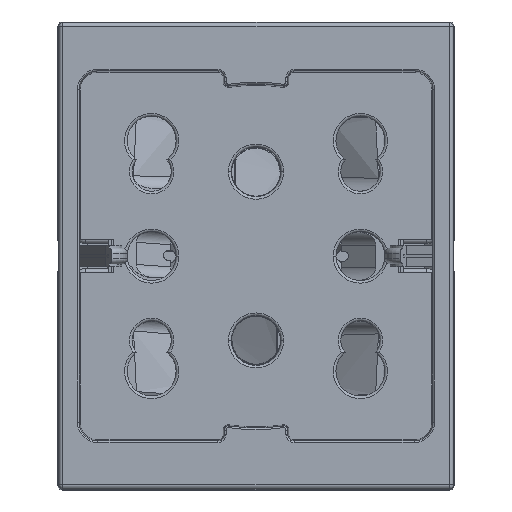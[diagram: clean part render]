
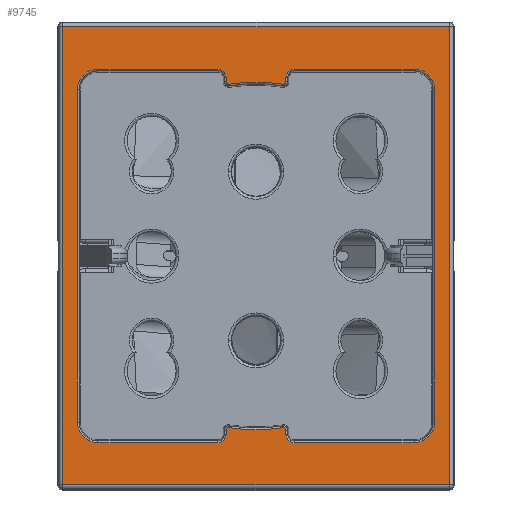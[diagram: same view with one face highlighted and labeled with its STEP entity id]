
A CAD part, top view. The second image highlights one B-rep face of the part: STEP entity #9745.
In plain terms, the highlighted planar face has unit normal (0, 0, 1).
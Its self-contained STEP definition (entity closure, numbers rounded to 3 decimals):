
#5698=CARTESIAN_POINT('',(0.,0.,10.8));
#5699=DIRECTION('',(0.,0.,-1.));
#5700=DIRECTION('',(0.156,-0.988,0.));
#5701=AXIS2_PLACEMENT_3D('',#5698,#5699,#5700);
#5703=CARTESIAN_POINT('',(3.1,-19.606,10.8));
#5704=DIRECTION('',(0.,0.,1.));
#5705=DIRECTION('',(1.,0.,0.));
#5706=AXIS2_PLACEMENT_3D('',#5703,#5704,#5705);
#5708=DIRECTION('',(0.,1.,0.));
#5709=VECTOR('',#5708,0.494);
#5710=CARTESIAN_POINT('',(3.374,-20.1,10.8));
#5711=LINE('',#5710,#5709);
#5712=CARTESIAN_POINT('',(4.3,-20.1,10.8));
#5713=DIRECTION('',(0.,0.,-1.));
#5714=DIRECTION('',(0.,-1.,0.));
#5715=AXIS2_PLACEMENT_3D('',#5712,#5713,#5714);
#5717=DIRECTION('',(-1.,0.,0.));
#5718=VECTOR('',#5717,13.5);
#5719=CARTESIAN_POINT('',(17.8,-21.026,10.8));
#5720=LINE('',#5719,#5718);
#5721=CARTESIAN_POINT('',(17.8,-18.7,10.8));
#5722=DIRECTION('',(0.,0.,-1.));
#5723=DIRECTION('',(1.,0.,0.));
#5724=AXIS2_PLACEMENT_3D('',#5721,#5722,#5723);
#5726=DIRECTION('',(0.,-1.,0.));
#5727=VECTOR('',#5726,37.4);
#5728=CARTESIAN_POINT('',(20.126,18.7,10.8));
#5729=LINE('',#5728,#5727);
#5730=CARTESIAN_POINT('',(17.8,18.7,10.8));
#5731=DIRECTION('',(0.,0.,-1.));
#5732=DIRECTION('',(0.,1.,0.));
#5733=AXIS2_PLACEMENT_3D('',#5730,#5731,#5732);
#5735=DIRECTION('',(1.,0.,0.));
#5736=VECTOR('',#5735,13.5);
#5737=CARTESIAN_POINT('',(4.3,21.026,10.8));
#5738=LINE('',#5737,#5736);
#5739=CARTESIAN_POINT('',(4.3,20.1,10.8));
#5740=DIRECTION('',(0.,0.,-1.));
#5741=DIRECTION('',(-1.,0.,0.));
#5742=AXIS2_PLACEMENT_3D('',#5739,#5740,#5741);
#5744=DIRECTION('',(0.,1.,0.));
#5745=VECTOR('',#5744,0.494);
#5746=CARTESIAN_POINT('',(3.374,19.606,10.8));
#5747=LINE('',#5746,#5745);
#5748=CARTESIAN_POINT('',(3.1,19.606,10.8));
#5749=DIRECTION('',(0.,0.,1.));
#5750=DIRECTION('',(-0.156,-0.988,0.));
#5751=AXIS2_PLACEMENT_3D('',#5748,#5749,#5750);
#5753=CARTESIAN_POINT('',(0.,0.,10.8));
#5754=DIRECTION('',(0.,0.,-1.));
#5755=DIRECTION('',(-0.156,0.988,0.));
#5756=AXIS2_PLACEMENT_3D('',#5753,#5754,#5755);
#5758=CARTESIAN_POINT('',(-3.1,19.606,10.8));
#5759=DIRECTION('',(0.,0.,1.));
#5760=DIRECTION('',(-1.,0.,0.));
#5761=AXIS2_PLACEMENT_3D('',#5758,#5759,#5760);
#5763=DIRECTION('',(0.,-1.,0.));
#5764=VECTOR('',#5763,0.494);
#5765=CARTESIAN_POINT('',(-3.374,20.1,10.8));
#5766=LINE('',#5765,#5764);
#5767=CARTESIAN_POINT('',(-4.3,20.1,10.8));
#5768=DIRECTION('',(0.,0.,-1.));
#5769=DIRECTION('',(0.,1.,0.));
#5770=AXIS2_PLACEMENT_3D('',#5767,#5768,#5769);
#5772=DIRECTION('',(1.,0.,0.));
#5773=VECTOR('',#5772,13.5);
#5774=CARTESIAN_POINT('',(-17.8,21.026,10.8));
#5775=LINE('',#5774,#5773);
#5776=CARTESIAN_POINT('',(-17.8,18.7,10.8));
#5777=DIRECTION('',(0.,0.,-1.));
#5778=DIRECTION('',(-1.,0.,0.));
#5779=AXIS2_PLACEMENT_3D('',#5776,#5777,#5778);
#5781=DIRECTION('',(0.,1.,0.));
#5782=VECTOR('',#5781,37.4);
#5783=CARTESIAN_POINT('',(-20.126,-18.7,10.8));
#5784=LINE('',#5783,#5782);
#5785=CARTESIAN_POINT('',(-17.8,-18.7,10.8));
#5786=DIRECTION('',(0.,0.,-1.));
#5787=DIRECTION('',(0.,-1.,0.));
#5788=AXIS2_PLACEMENT_3D('',#5785,#5786,#5787);
#5790=DIRECTION('',(-1.,0.,0.));
#5791=VECTOR('',#5790,13.5);
#5792=CARTESIAN_POINT('',(-4.3,-21.026,10.8));
#5793=LINE('',#5792,#5791);
#5794=CARTESIAN_POINT('',(-4.3,-20.1,10.8));
#5795=DIRECTION('',(0.,0.,-1.));
#5796=DIRECTION('',(1.,0.,0.));
#5797=AXIS2_PLACEMENT_3D('',#5794,#5795,#5796);
#5799=DIRECTION('',(0.,-1.,0.));
#5800=VECTOR('',#5799,0.494);
#5801=CARTESIAN_POINT('',(-3.374,-19.606,10.8));
#5802=LINE('',#5801,#5800);
#5803=CARTESIAN_POINT('',(-3.1,-19.606,10.8));
#5804=DIRECTION('',(0.,0.,1.));
#5805=DIRECTION('',(0.156,0.988,0.));
#5806=AXIS2_PLACEMENT_3D('',#5803,#5804,#5805);
#5808=DIRECTION('',(-1.,0.,0.));
#5809=VECTOR('',#5808,43.48);
#5810=CARTESIAN_POINT('',(21.74,25.79,10.8));
#5811=LINE('',#5810,#5809);
#5812=DIRECTION('',(0.,1.,0.));
#5813=VECTOR('',#5812,51.58);
#5814=CARTESIAN_POINT('',(21.74,-25.79,10.8));
#5815=LINE('',#5814,#5813);
#5816=DIRECTION('',(1.,0.,0.));
#5817=VECTOR('',#5816,43.48);
#5818=CARTESIAN_POINT('',(-21.74,-25.79,10.8));
#5819=LINE('',#5818,#5817);
#5820=DIRECTION('',(0.,-1.,0.));
#5821=VECTOR('',#5820,51.58);
#5822=CARTESIAN_POINT('',(-21.74,25.79,10.8));
#5823=LINE('',#5822,#5821);
#8741=CARTESIAN_POINT('',(3.057,-19.335,10.8));
#8742=CARTESIAN_POINT('',(-3.057,-19.335,10.8));
#8743=VERTEX_POINT('',#8741);
#8744=VERTEX_POINT('',#8742);
#8749=CARTESIAN_POINT('',(-3.057,19.335,10.8));
#8750=CARTESIAN_POINT('',(3.057,19.335,10.8));
#8751=VERTEX_POINT('',#8749);
#8752=VERTEX_POINT('',#8750);
#8757=CARTESIAN_POINT('',(3.374,-20.1,10.8));
#8758=CARTESIAN_POINT('',(3.374,-19.606,10.8));
#8759=VERTEX_POINT('',#8757);
#8760=VERTEX_POINT('',#8758);
#8761=CARTESIAN_POINT('',(4.3,-21.026,10.8));
#8762=VERTEX_POINT('',#8761);
#8765=CARTESIAN_POINT('',(17.8,-21.026,10.8));
#8766=VERTEX_POINT('',#8765);
#8769=CARTESIAN_POINT('',(20.126,-18.7,10.8));
#8770=VERTEX_POINT('',#8769);
#8773=CARTESIAN_POINT('',(20.126,18.7,10.8));
#8774=VERTEX_POINT('',#8773);
#8777=CARTESIAN_POINT('',(17.8,21.026,10.8));
#8778=VERTEX_POINT('',#8777);
#8781=CARTESIAN_POINT('',(4.3,21.026,10.8));
#8782=VERTEX_POINT('',#8781);
#8785=CARTESIAN_POINT('',(3.374,20.1,10.8));
#8786=VERTEX_POINT('',#8785);
#8789=CARTESIAN_POINT('',(3.374,19.606,10.8));
#8790=VERTEX_POINT('',#8789);
#8813=CARTESIAN_POINT('',(-3.374,-19.606,10.8));
#8814=VERTEX_POINT('',#8813);
#8815=CARTESIAN_POINT('',(-3.374,-20.1,10.8));
#8816=VERTEX_POINT('',#8815);
#8817=CARTESIAN_POINT('',(-4.3,-21.026,10.8));
#8818=VERTEX_POINT('',#8817);
#8819=CARTESIAN_POINT('',(-17.8,-21.026,10.8));
#8820=VERTEX_POINT('',#8819);
#8821=CARTESIAN_POINT('',(-20.126,-18.7,10.8));
#8822=VERTEX_POINT('',#8821);
#8823=CARTESIAN_POINT('',(-20.126,18.7,10.8));
#8824=VERTEX_POINT('',#8823);
#8825=CARTESIAN_POINT('',(-17.8,21.026,10.8));
#8826=VERTEX_POINT('',#8825);
#8827=CARTESIAN_POINT('',(-4.3,21.026,10.8));
#8828=VERTEX_POINT('',#8827);
#8829=CARTESIAN_POINT('',(-3.374,20.1,10.8));
#8830=VERTEX_POINT('',#8829);
#8831=CARTESIAN_POINT('',(-3.374,19.606,10.8));
#8832=VERTEX_POINT('',#8831);
#9366=CARTESIAN_POINT('',(21.74,25.79,10.8));
#9367=CARTESIAN_POINT('',(-21.74,25.79,10.8));
#9368=VERTEX_POINT('',#9366);
#9369=VERTEX_POINT('',#9367);
#9374=CARTESIAN_POINT('',(-21.74,-25.79,10.8));
#9375=VERTEX_POINT('',#9374);
#9380=CARTESIAN_POINT('',(21.74,-25.79,10.8));
#9381=VERTEX_POINT('',#9380);
#9681=CARTESIAN_POINT('',(0.,0.,10.8));
#9682=DIRECTION('',(0.,0.,1.));
#9683=DIRECTION('',(1.,0.,0.));
#9684=AXIS2_PLACEMENT_3D('',#9681,#9682,#9683);
#9685=PLANE('',#9684);
#9687=ORIENTED_EDGE('',*,*,#9686,.F.);
#9688=ORIENTED_EDGE('',*,*,#9671,.F.);
#9690=ORIENTED_EDGE('',*,*,#9689,.F.);
#9692=ORIENTED_EDGE('',*,*,#9691,.F.);
#9693=EDGE_LOOP('',(#9687,#9688,#9690,#9692));
#9694=FACE_OUTER_BOUND('',#9693,.F.);
#9696=ORIENTED_EDGE('',*,*,#9695,.F.);
#9698=ORIENTED_EDGE('',*,*,#9697,.F.);
#9700=ORIENTED_EDGE('',*,*,#9699,.F.);
#9702=ORIENTED_EDGE('',*,*,#9701,.F.);
#9704=ORIENTED_EDGE('',*,*,#9703,.F.);
#9706=ORIENTED_EDGE('',*,*,#9705,.F.);
#9708=ORIENTED_EDGE('',*,*,#9707,.F.);
#9710=ORIENTED_EDGE('',*,*,#9709,.F.);
#9712=ORIENTED_EDGE('',*,*,#9711,.F.);
#9714=ORIENTED_EDGE('',*,*,#9713,.F.);
#9716=ORIENTED_EDGE('',*,*,#9715,.F.);
#9718=ORIENTED_EDGE('',*,*,#9717,.F.);
#9720=ORIENTED_EDGE('',*,*,#9719,.F.);
#9722=ORIENTED_EDGE('',*,*,#9721,.F.);
#9724=ORIENTED_EDGE('',*,*,#9723,.F.);
#9726=ORIENTED_EDGE('',*,*,#9725,.F.);
#9728=ORIENTED_EDGE('',*,*,#9727,.F.);
#9730=ORIENTED_EDGE('',*,*,#9729,.F.);
#9732=ORIENTED_EDGE('',*,*,#9731,.F.);
#9734=ORIENTED_EDGE('',*,*,#9733,.F.);
#9736=ORIENTED_EDGE('',*,*,#9735,.F.);
#9738=ORIENTED_EDGE('',*,*,#9737,.F.);
#9740=ORIENTED_EDGE('',*,*,#9739,.F.);
#9742=ORIENTED_EDGE('',*,*,#9741,.F.);
#9743=EDGE_LOOP('',(#9696,#9698,#9700,#9702,#9704,#9706,#9708,#9710,#9712,#9714,
#9716,#9718,#9720,#9722,#9724,#9726,#9728,#9730,#9732,#9734,#9736,#9738,#9740,
#9742));
#9744=FACE_BOUND('',#9743,.F.);
#9745=ADVANCED_FACE('',(#9694,#9744),#9685,.T.);
#5702=CIRCLE('',#5701,19.576);
#5707=CIRCLE('',#5706,0.274);
#5716=CIRCLE('',#5715,0.926);
#5725=CIRCLE('',#5724,2.326);
#5734=CIRCLE('',#5733,2.326);
#5743=CIRCLE('',#5742,0.926);
#5752=CIRCLE('',#5751,0.274);
#5757=CIRCLE('',#5756,19.576);
#5762=CIRCLE('',#5761,0.274);
#5771=CIRCLE('',#5770,0.926);
#5780=CIRCLE('',#5779,2.326);
#5789=CIRCLE('',#5788,2.326);
#5798=CIRCLE('',#5797,0.926);
#5807=CIRCLE('',#5806,0.274);
#9671=EDGE_CURVE('',#9381,#9368,#5815,.T.);
#9686=EDGE_CURVE('',#9368,#9369,#5811,.T.);
#9689=EDGE_CURVE('',#9375,#9381,#5819,.T.);
#9691=EDGE_CURVE('',#9369,#9375,#5823,.T.);
#9695=EDGE_CURVE('',#8743,#8744,#5702,.T.);
#9697=EDGE_CURVE('',#8760,#8743,#5707,.T.);
#9699=EDGE_CURVE('',#8759,#8760,#5711,.T.);
#9701=EDGE_CURVE('',#8762,#8759,#5716,.T.);
#9703=EDGE_CURVE('',#8766,#8762,#5720,.T.);
#9705=EDGE_CURVE('',#8770,#8766,#5725,.T.);
#9707=EDGE_CURVE('',#8774,#8770,#5729,.T.);
#9709=EDGE_CURVE('',#8778,#8774,#5734,.T.);
#9711=EDGE_CURVE('',#8782,#8778,#5738,.T.);
#9713=EDGE_CURVE('',#8786,#8782,#5743,.T.);
#9715=EDGE_CURVE('',#8790,#8786,#5747,.T.);
#9717=EDGE_CURVE('',#8752,#8790,#5752,.T.);
#9719=EDGE_CURVE('',#8751,#8752,#5757,.T.);
#9721=EDGE_CURVE('',#8832,#8751,#5762,.T.);
#9723=EDGE_CURVE('',#8830,#8832,#5766,.T.);
#9725=EDGE_CURVE('',#8828,#8830,#5771,.T.);
#9727=EDGE_CURVE('',#8826,#8828,#5775,.T.);
#9729=EDGE_CURVE('',#8824,#8826,#5780,.T.);
#9731=EDGE_CURVE('',#8822,#8824,#5784,.T.);
#9733=EDGE_CURVE('',#8820,#8822,#5789,.T.);
#9735=EDGE_CURVE('',#8818,#8820,#5793,.T.);
#9737=EDGE_CURVE('',#8816,#8818,#5798,.T.);
#9739=EDGE_CURVE('',#8814,#8816,#5802,.T.);
#9741=EDGE_CURVE('',#8744,#8814,#5807,.T.);
